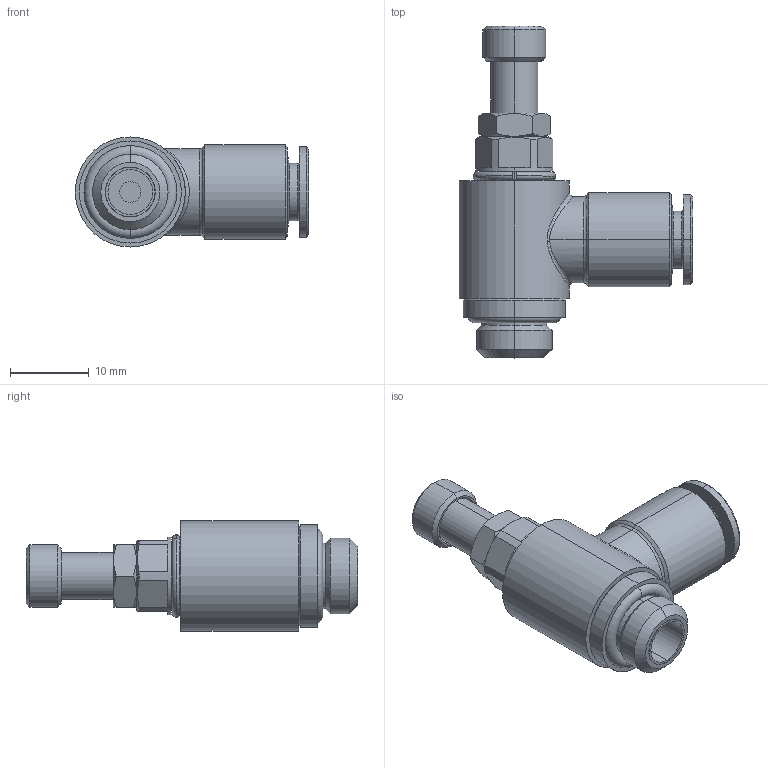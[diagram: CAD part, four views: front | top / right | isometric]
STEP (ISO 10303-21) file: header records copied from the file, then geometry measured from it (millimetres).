
FILE_DESCRIPTION (( 'STEP AP203' ), '1' );
FILE_NAME ('04310C31.STEP', '2010-04-30T11:49:18', ( '' ), ( 'sopra-pneumatic' ), 'SwSTEP 2.0', 'SolidWorks 2009', '' );
FILE_SCHEMA (( 'CONFIG_CONTROL_DESIGN' ));
Length unit declared in the file: millimetre
Products named in the file (1): 04310C31
Bounding box: 29.7 x 42.24 x 14 mm (x, y, z)
Volume: 4991.9 mm3; surface area: 3080 mm2
Topology: 2 solids, 4 shells, 117 faces, 249 edges, 156 vertices
Faces by surface type: plane 40, cylinder 37, cone 32, torus 6, bspline 2
Entity records: 4418 total; most frequent: CARTESIAN_POINT 1786, DIRECTION 565, ORIENTED_EDGE 498, EDGE_CURVE 249, AXIS2_PLACEMENT_3D 237, VERTEX_POINT 156, EDGE_LOOP 133, CIRCLE 121
